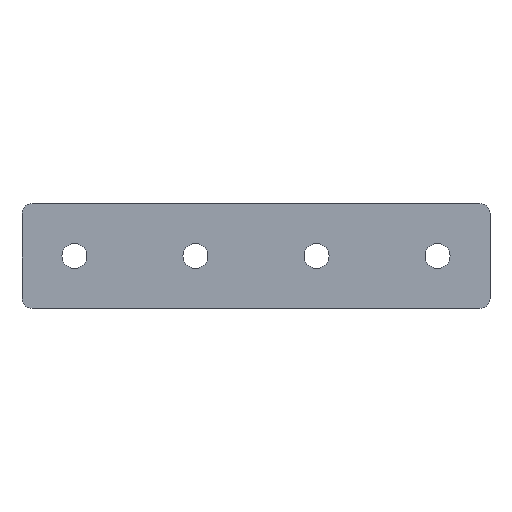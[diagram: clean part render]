
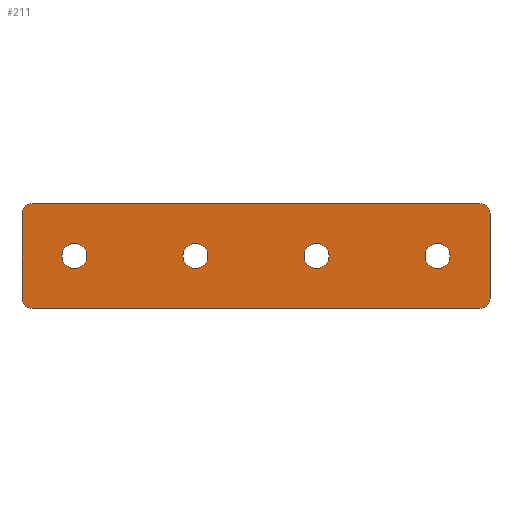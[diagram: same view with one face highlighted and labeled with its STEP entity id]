
A CAD part, top view. The second image highlights one B-rep face of the part: STEP entity #211.
In plain terms, the highlighted planar face has unit normal (0, 0, 1).
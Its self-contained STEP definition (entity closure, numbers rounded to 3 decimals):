
#1 = CARTESIAN_POINT ( 'NONE',  ( 30., 0., 2.5 ) ) ;
#2 = AXIS2_PLACEMENT_3D ( 'NONE', #497, #109, #16 ) ;
#10 = CARTESIAN_POINT ( 'NONE',  ( -3.1, 0., 2.5 ) ) ;
#12 = CARTESIAN_POINT ( 'NONE',  ( 103., 13., 2.5 ) ) ;
#16 = DIRECTION ( 'NONE',  ( 1., 0., 0. ) ) ;
#18 = DIRECTION ( 'NONE',  ( 1., 0., 0. ) ) ;
#21 = VERTEX_POINT ( 'NONE', #195 ) ;
#25 = LINE ( 'NONE', #365, #29 ) ;
#29 = VECTOR ( 'NONE', #262, 1000. ) ;
#32 = CARTESIAN_POINT ( 'NONE',  ( -13., -10.5, 2.5 ) ) ;
#34 = ORIENTED_EDGE ( 'NONE', *, *, #637, .T. ) ;
#36 = EDGE_CURVE ( 'NONE', #185, #322, #536, .T. ) ;
#38 = FACE_BOUND ( 'NONE', #206, .T. ) ;
#41 = CIRCLE ( 'NONE', #111, 3.1 ) ;
#43 = EDGE_LOOP ( 'NONE', ( #473, #585 ) ) ;
#45 = VERTEX_POINT ( 'NONE', #299 ) ;
#46 = EDGE_CURVE ( 'NONE', #375, #431, #542, .T. ) ;
#61 = DIRECTION ( 'NONE',  ( 0., 1., 0. ) ) ;
#63 = CIRCLE ( 'NONE', #2, 3.1 ) ;
#73 = AXIS2_PLACEMENT_3D ( 'NONE', #145, #451, #404 ) ;
#77 = FACE_BOUND ( 'NONE', #505, .T. ) ;
#81 = VERTEX_POINT ( 'NONE', #289 ) ;
#82 = CARTESIAN_POINT ( 'NONE',  ( 90., 0., 2.5 ) ) ;
#86 = CARTESIAN_POINT ( 'NONE',  ( 100.5, -13., 2.5 ) ) ;
#94 = ORIENTED_EDGE ( 'NONE', *, *, #357, .F. ) ;
#104 = CARTESIAN_POINT ( 'NONE',  ( 93.1, 0., 2.5 ) ) ;
#108 = CARTESIAN_POINT ( 'NONE',  ( 100.5, 10.5, 2.5 ) ) ;
#109 = DIRECTION ( 'NONE',  ( 0., 0., 1. ) ) ;
#111 = AXIS2_PLACEMENT_3D ( 'NONE', #202, #271, #615 ) ;
#114 = VECTOR ( 'NONE', #18, 1000. ) ;
#115 = VERTEX_POINT ( 'NONE', #455 ) ;
#118 = CARTESIAN_POINT ( 'NONE',  ( 0., 0., 2.5 ) ) ;
#124 = VERTEX_POINT ( 'NONE', #550 ) ;
#127 = DIRECTION ( 'NONE',  ( -1., 0., 0. ) ) ;
#129 = ORIENTED_EDGE ( 'NONE', *, *, #36, .T. ) ;
#134 = EDGE_CURVE ( 'NONE', #464, #624, #630, .T. ) ;
#141 = CARTESIAN_POINT ( 'NONE',  ( 100.5, 13., 2.5 ) ) ;
#145 = CARTESIAN_POINT ( 'NONE',  ( 90., 0., 2.5 ) ) ;
#146 = DIRECTION ( 'NONE',  ( 0., 0., 1. ) ) ;
#150 = DIRECTION ( 'NONE',  ( 1., 0., 0. ) ) ;
#151 = CARTESIAN_POINT ( 'NONE',  ( -13., -13., 2.5 ) ) ;
#153 = EDGE_CURVE ( 'NONE', #45, #375, #504, .T. ) ;
#159 = CIRCLE ( 'NONE', #450, 3.1 ) ;
#164 = VERTEX_POINT ( 'NONE', #10 ) ;
#167 = ORIENTED_EDGE ( 'NONE', *, *, #539, .F. ) ;
#173 = CARTESIAN_POINT ( 'NONE',  ( 63.1, 0., 2.5 ) ) ;
#174 = EDGE_LOOP ( 'NONE', ( #129, #285, #314, #532, #309, #440, #34, #492 ) ) ;
#175 = FACE_BOUND ( 'NONE', #409, .T. ) ;
#180 = EDGE_CURVE ( 'NONE', #115, #45, #192, .T. ) ;
#185 = VERTEX_POINT ( 'NONE', #394 ) ;
#186 = DIRECTION ( 'NONE',  ( -1., 0., 0. ) ) ;
#191 = EDGE_CURVE ( 'NONE', #265, #420, #41, .T. ) ;
#192 = LINE ( 'NONE', #545, #208 ) ;
#195 = CARTESIAN_POINT ( 'NONE',  ( -13., 10.5, 2.5 ) ) ;
#202 = CARTESIAN_POINT ( 'NONE',  ( 60., 0., 2.5 ) ) ;
#205 = DIRECTION ( 'NONE',  ( -1., 0., 0. ) ) ;
#206 = EDGE_LOOP ( 'NONE', ( #261, #509 ) ) ;
#208 = VECTOR ( 'NONE', #61, 1000. ) ;
#211 = ADVANCED_FACE ( 'NONE', ( #38, #273, #77, #175, #318 ), #559, .F. ) ;
#217 = DIRECTION ( 'NONE',  ( 0., 0., -1. ) ) ;
#224 = DIRECTION ( 'NONE',  ( -1., 0., 0. ) ) ;
#237 = DIRECTION ( 'NONE',  ( -1., 0., 0. ) ) ;
#238 = CARTESIAN_POINT ( 'NONE',  ( 26.9, 0., 2.5 ) ) ;
#259 = AXIS2_PLACEMENT_3D ( 'NONE', #534, #146, #186 ) ;
#261 = ORIENTED_EDGE ( 'NONE', *, *, #313, .F. ) ;
#262 = DIRECTION ( 'NONE',  ( 0., -1., 0. ) ) ;
#265 = VERTEX_POINT ( 'NONE', #173 ) ;
#266 = DIRECTION ( 'NONE',  ( 1., 0., 0. ) ) ;
#271 = DIRECTION ( 'NONE',  ( 0., 0., 1. ) ) ;
#273 = FACE_BOUND ( 'NONE', #43, .T. ) ;
#278 = CIRCLE ( 'NONE', #501, 3.1 ) ;
#284 = EDGE_CURVE ( 'NONE', #420, #265, #278, .T. ) ;
#285 = ORIENTED_EDGE ( 'NONE', *, *, #419, .T. ) ;
#286 = VERTEX_POINT ( 'NONE', #32 ) ;
#289 = CARTESIAN_POINT ( 'NONE',  ( 33.1, 0., 2.5 ) ) ;
#299 = CARTESIAN_POINT ( 'NONE',  ( 103., 10.5, 2.5 ) ) ;
#302 = AXIS2_PLACEMENT_3D ( 'NONE', #82, #570, #525 ) ;
#303 = VECTOR ( 'NONE', #586, 1000. ) ;
#306 = EDGE_CURVE ( 'NONE', #286, #185, #411, .T. ) ;
#309 = ORIENTED_EDGE ( 'NONE', *, *, #46, .T. ) ;
#313 = EDGE_CURVE ( 'NONE', #624, #464, #552, .T. ) ;
#314 = ORIENTED_EDGE ( 'NONE', *, *, #180, .T. ) ;
#318 = FACE_OUTER_BOUND ( 'NONE', #174, .T. ) ;
#322 = VERTEX_POINT ( 'NONE', #86 ) ;
#329 = VERTEX_POINT ( 'NONE', #238 ) ;
#330 = CIRCLE ( 'NONE', #438, 3.1 ) ;
#336 = CARTESIAN_POINT ( 'NONE',  ( 56.9, 0., 2.5 ) ) ;
#356 = DIRECTION ( 'NONE',  ( 0., 0., 1. ) ) ;
#357 = EDGE_CURVE ( 'NONE', #329, #81, #421, .T. ) ;
#359 = AXIS2_PLACEMENT_3D ( 'NONE', #472, #217, #224 ) ;
#360 = CIRCLE ( 'NONE', #259, 2.5 ) ;
#365 = CARTESIAN_POINT ( 'NONE',  ( -13., 13., 2.5 ) ) ;
#374 = CARTESIAN_POINT ( 'NONE',  ( -10.5, -10.5, 2.5 ) ) ;
#375 = VERTEX_POINT ( 'NONE', #141 ) ;
#380 = ORIENTED_EDGE ( 'NONE', *, *, #628, .F. ) ;
#385 = CIRCLE ( 'NONE', #578, 2.5 ) ;
#394 = CARTESIAN_POINT ( 'NONE',  ( -10.5, -13., 2.5 ) ) ;
#404 = DIRECTION ( 'NONE',  ( 1., 0., 0. ) ) ;
#408 = CARTESIAN_POINT ( 'NONE',  ( 30., 0., 2.5 ) ) ;
#409 = EDGE_LOOP ( 'NONE', ( #380, #481 ) ) ;
#411 = CIRCLE ( 'NONE', #603, 2.5 ) ;
#417 = CARTESIAN_POINT ( 'NONE',  ( 86.9, 0., 2.5 ) ) ;
#418 = CARTESIAN_POINT ( 'NONE',  ( 60., 0., 2.5 ) ) ;
#419 = EDGE_CURVE ( 'NONE', #322, #115, #360, .T. ) ;
#420 = VERTEX_POINT ( 'NONE', #336 ) ;
#421 = CIRCLE ( 'NONE', #467, 3.1 ) ;
#431 = VERTEX_POINT ( 'NONE', #577 ) ;
#438 = AXIS2_PLACEMENT_3D ( 'NONE', #118, #619, #461 ) ;
#440 = ORIENTED_EDGE ( 'NONE', *, *, #593, .T. ) ;
#442 = DIRECTION ( 'NONE',  ( 0., 0., 1. ) ) ;
#450 = AXIS2_PLACEMENT_3D ( 'NONE', #408, #356, #150 ) ;
#451 = DIRECTION ( 'NONE',  ( 0., 0., 1. ) ) ;
#455 = CARTESIAN_POINT ( 'NONE',  ( 103., -10.5, 2.5 ) ) ;
#461 = DIRECTION ( 'NONE',  ( 1., 0., 0. ) ) ;
#464 = VERTEX_POINT ( 'NONE', #104 ) ;
#465 = DIRECTION ( 'NONE',  ( 0., 0., 1. ) ) ;
#467 = AXIS2_PLACEMENT_3D ( 'NONE', #1, #442, #483 ) ;
#472 = CARTESIAN_POINT ( 'NONE',  ( 0., 0., 2.5 ) ) ;
#473 = ORIENTED_EDGE ( 'NONE', *, *, #284, .F. ) ;
#476 = EDGE_CURVE ( 'NONE', #124, #164, #63, .T. ) ;
#481 = ORIENTED_EDGE ( 'NONE', *, *, #476, .F. ) ;
#483 = DIRECTION ( 'NONE',  ( 1., 0., 0. ) ) ;
#492 = ORIENTED_EDGE ( 'NONE', *, *, #306, .T. ) ;
#497 = CARTESIAN_POINT ( 'NONE',  ( 0., 0., 2.5 ) ) ;
#501 = AXIS2_PLACEMENT_3D ( 'NONE', #418, #465, #266 ) ;
#504 = CIRCLE ( 'NONE', #562, 2.5 ) ;
#505 = EDGE_LOOP ( 'NONE', ( #94, #167 ) ) ;
#509 = ORIENTED_EDGE ( 'NONE', *, *, #134, .F. ) ;
#525 = DIRECTION ( 'NONE',  ( 1., 0., 0. ) ) ;
#532 = ORIENTED_EDGE ( 'NONE', *, *, #153, .T. ) ;
#534 = CARTESIAN_POINT ( 'NONE',  ( 100.5, -10.5, 2.5 ) ) ;
#536 = LINE ( 'NONE', #151, #114 ) ;
#539 = EDGE_CURVE ( 'NONE', #81, #329, #159, .T. ) ;
#542 = LINE ( 'NONE', #12, #303 ) ;
#545 = CARTESIAN_POINT ( 'NONE',  ( 103., -13., 2.5 ) ) ;
#546 = CARTESIAN_POINT ( 'NONE',  ( -10.5, 10.5, 2.5 ) ) ;
#550 = CARTESIAN_POINT ( 'NONE',  ( 3.1, 0., 2.5 ) ) ;
#552 = CIRCLE ( 'NONE', #302, 3.1 ) ;
#559 = PLANE ( 'NONE',  #359 ) ;
#562 = AXIS2_PLACEMENT_3D ( 'NONE', #108, #598, #237 ) ;
#568 = DIRECTION ( 'NONE',  ( 0., 0., 1. ) ) ;
#570 = DIRECTION ( 'NONE',  ( 0., 0., 1. ) ) ;
#577 = CARTESIAN_POINT ( 'NONE',  ( -10.5, 13., 2.5 ) ) ;
#578 = AXIS2_PLACEMENT_3D ( 'NONE', #546, #597, #205 ) ;
#585 = ORIENTED_EDGE ( 'NONE', *, *, #191, .F. ) ;
#586 = DIRECTION ( 'NONE',  ( -1., 0., 0. ) ) ;
#593 = EDGE_CURVE ( 'NONE', #431, #21, #385, .T. ) ;
#597 = DIRECTION ( 'NONE',  ( 0., 0., 1. ) ) ;
#598 = DIRECTION ( 'NONE',  ( 0., 0., 1. ) ) ;
#603 = AXIS2_PLACEMENT_3D ( 'NONE', #374, #568, #127 ) ;
#615 = DIRECTION ( 'NONE',  ( 1., 0., 0. ) ) ;
#619 = DIRECTION ( 'NONE',  ( 0., 0., 1. ) ) ;
#624 = VERTEX_POINT ( 'NONE', #417 ) ;
#628 = EDGE_CURVE ( 'NONE', #164, #124, #330, .T. ) ;
#630 = CIRCLE ( 'NONE', #73, 3.1 ) ;
#637 = EDGE_CURVE ( 'NONE', #21, #286, #25, .T. ) ;
